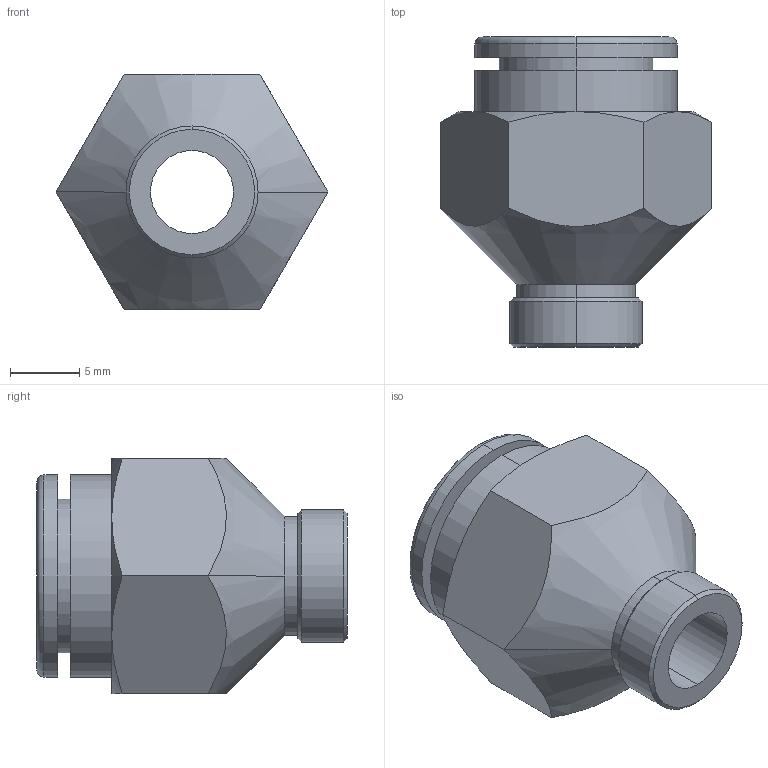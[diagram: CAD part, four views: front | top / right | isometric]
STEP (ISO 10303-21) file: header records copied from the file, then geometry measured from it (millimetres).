
FILE_DESCRIPTION (( 'STEP AP214' ), '1' );
FILE_NAME ('KQ2H10-U01A.step.step', '2016-01-05T11:20:22', ( 'Windows User' ), ( '' ), 'SwSTEP 2.0', 'SolidWorks 2016', '' );
FILE_SCHEMA (( 'AUTOMOTIVE_DESIGN' ));
Length unit declared in the file: millimetre
Products named in the file (2): KQ2H10-U01A.step_KQ2H_10-01; KQ2H10-U01A.step
Assembly tree (1 placements, depth 2):
  KQ2H10-U01A.step
    KQ2H10-U01A.step_KQ2H_10-01
Bounding box: 19.63 x 22.4 x 17 mm (x, y, z)
Volume: 2346.8 mm3; surface area: 2104.6 mm2
Topology: 1 solids, 1 shells, 43 faces, 92 edges, 56 vertices
Faces by surface type: cylinder 14, plane 13, cone 12, torus 4
Entity records: 1646 total; most frequent: CARTESIAN_POINT 333, DIRECTION 216, ORIENTED_EDGE 184, AXIS2_PLACEMENT_3D 95, EDGE_CURVE 92, VERTEX_POINT 56, EDGE_LOOP 50, CIRCLE 48
